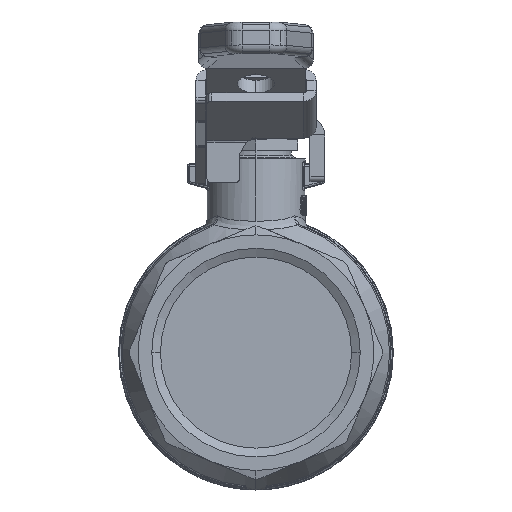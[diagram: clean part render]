
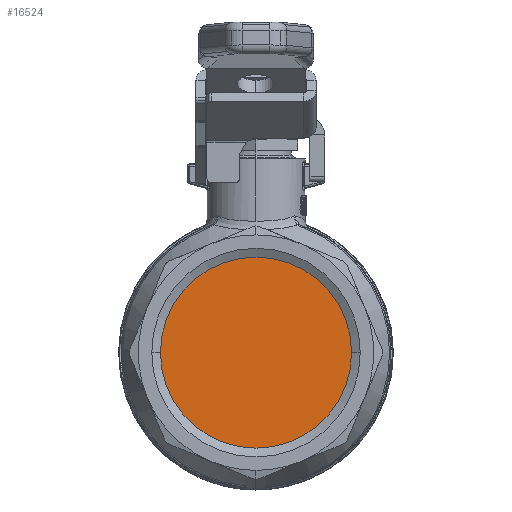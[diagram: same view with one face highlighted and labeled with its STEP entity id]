
A CAD part, front view. The second image highlights one B-rep face of the part: STEP entity #16524.
In plain terms, the highlighted planar face has unit normal (0, -1, 0).
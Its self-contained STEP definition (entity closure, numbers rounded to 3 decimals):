
#14164=CARTESIAN_POINT('',(-0.,-24.5,-19.476));
#14165=VERTEX_POINT('',#14164);
#14180=CARTESIAN_POINT('',(-0.,-24.5,19.476));
#14181=VERTEX_POINT('',#14180);
#14188=CARTESIAN_POINT('',(-0.,-24.5,0.));
#14189=DIRECTION('',(-0.,-1.,0.));
#14190=DIRECTION('',(0.,-0.,-1.));
#14191=AXIS2_PLACEMENT_3D('',#14188,#14189,#14190);
#14192=CIRCLE('',#14191,19.476);
#14193=EDGE_CURVE('',#14165,#14181,#14192,.T.);
#16509=CARTESIAN_POINT('',(-0.,-24.5,-15.));
#16510=DIRECTION('',(-0.,-1.,0.));
#16511=DIRECTION('',(1.,-0.,0.));
#16512=AXIS2_PLACEMENT_3D('',#16509,#16510,#16511);
#16513=PLANE('',#16512);
#16514=CARTESIAN_POINT('',(-0.,-24.5,0.));
#16515=DIRECTION('',(-0.,-1.,0.));
#16516=DIRECTION('',(0.,-0.,-1.));
#16517=AXIS2_PLACEMENT_3D('',#16514,#16515,#16516);
#16518=CIRCLE('',#16517,19.476);
#16519=EDGE_CURVE('',#14181,#14165,#16518,.T.);
#16520=ORIENTED_EDGE('',*,*,#16519,.T.);
#16521=ORIENTED_EDGE('',*,*,#14193,.T.);
#16522=EDGE_LOOP('',(#16520,#16521));
#16523=FACE_BOUND('',#16522,.T.);
#16524=ADVANCED_FACE('',(#16523),#16513,.T.);
